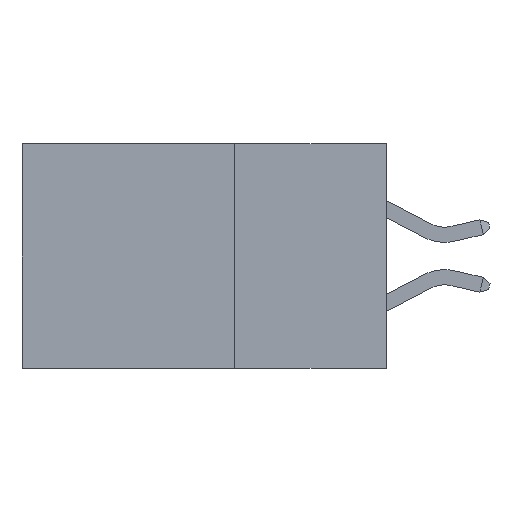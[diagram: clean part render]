
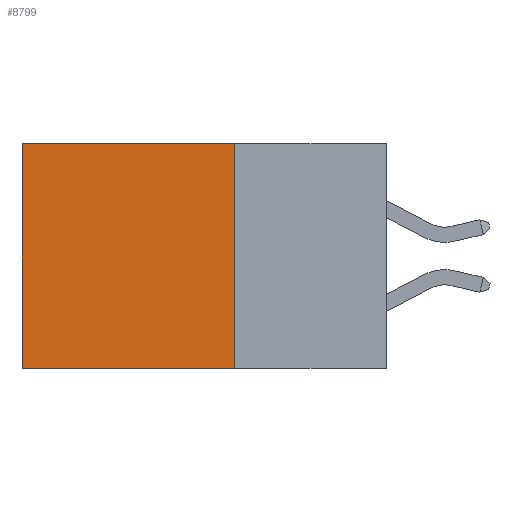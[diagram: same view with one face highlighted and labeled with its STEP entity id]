
A CAD part, left-side view. The second image highlights one B-rep face of the part: STEP entity #8799.
In plain terms, the highlighted planar face has unit normal (-1, 0, 0).
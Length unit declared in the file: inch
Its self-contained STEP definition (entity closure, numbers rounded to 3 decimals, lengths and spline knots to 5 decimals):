
#52 = LINE ( 'NONE', #648, #3197 ) ;
#399 = EDGE_CURVE ( 'NONE', #6573, #3033, #52, .T. ) ;
#492 = DIRECTION ( 'NONE',  ( 0., 0., -1. ) ) ;
#648 = CARTESIAN_POINT ( 'NONE',  ( 0.2615, 0.6, -0.37 ) ) ;
#825 = CARTESIAN_POINT ( 'NONE',  ( 0.2615, 0.25, -0.37 ) ) ;
#1774 = CARTESIAN_POINT ( 'NONE',  ( 0.2615, 0.25, 0. ) ) ;
#2197 = ORIENTED_EDGE ( 'NONE', *, *, #399, .T. ) ;
#2834 = CARTESIAN_POINT ( 'NONE',  ( 0.2615, 0.25, 0. ) ) ;
#3005 = EDGE_CURVE ( 'NONE', #10057, #10928, #3945, .T. ) ;
#3018 = DIRECTION ( 'NONE',  ( 0., 1., 0. ) ) ;
#3033 = VERTEX_POINT ( 'NONE', #4091 ) ;
#3197 = VECTOR ( 'NONE', #492, 39.37008 ) ;
#3266 = LINE ( 'NONE', #825, #10110 ) ;
#3539 = EDGE_LOOP ( 'NONE', ( #2197, #8185, #9337, #12470 ) ) ;
#3544 = VECTOR ( 'NONE', #4593, 39.37008 ) ;
#3945 = LINE ( 'NONE', #4855, #3544 ) ;
#4091 = CARTESIAN_POINT ( 'NONE',  ( 0.2615, 0.6, -0.37 ) ) ;
#4593 = DIRECTION ( 'NONE',  ( 0., 0., -1. ) ) ;
#4855 = CARTESIAN_POINT ( 'NONE',  ( 0.2615, 0.25, -0.37 ) ) ;
#5170 = EDGE_CURVE ( 'NONE', #10057, #6573, #10450, .T. ) ;
#6573 = VERTEX_POINT ( 'NONE', #7323 ) ;
#7323 = CARTESIAN_POINT ( 'NONE',  ( 0.2615, 0.6, 0. ) ) ;
#7469 = VECTOR ( 'NONE', #3018, 39.37008 ) ;
#7795 = DIRECTION ( 'NONE',  ( 1., 0., 0. ) ) ;
#8185 = ORIENTED_EDGE ( 'NONE', *, *, #10056, .F. ) ;
#8564 = FACE_OUTER_BOUND ( 'NONE', #3539, .T. ) ;
#8799 = ADVANCED_FACE ( 'NONE', ( #8564 ), #12843, .F. ) ;
#9337 = ORIENTED_EDGE ( 'NONE', *, *, #3005, .F. ) ;
#9930 = DIRECTION ( 'NONE',  ( 0., 1., 0. ) ) ;
#10056 = EDGE_CURVE ( 'NONE', #10928, #3033, #3266, .T. ) ;
#10057 = VERTEX_POINT ( 'NONE', #1774 ) ;
#10087 = AXIS2_PLACEMENT_3D ( 'NONE', #15384, #7795, #16606 ) ;
#10110 = VECTOR ( 'NONE', #9930, 39.37008 ) ;
#10450 = LINE ( 'NONE', #2834, #7469 ) ;
#10928 = VERTEX_POINT ( 'NONE', #12832 ) ;
#12470 = ORIENTED_EDGE ( 'NONE', *, *, #5170, .T. ) ;
#12832 = CARTESIAN_POINT ( 'NONE',  ( 0.2615, 0.25, -0.37 ) ) ;
#12843 = PLANE ( 'NONE',  #10087 ) ;
#15384 = CARTESIAN_POINT ( 'NONE',  ( 0.2615, 0.25, -0.37 ) ) ;
#16606 = DIRECTION ( 'NONE',  ( 0., 0., -1. ) ) ;
